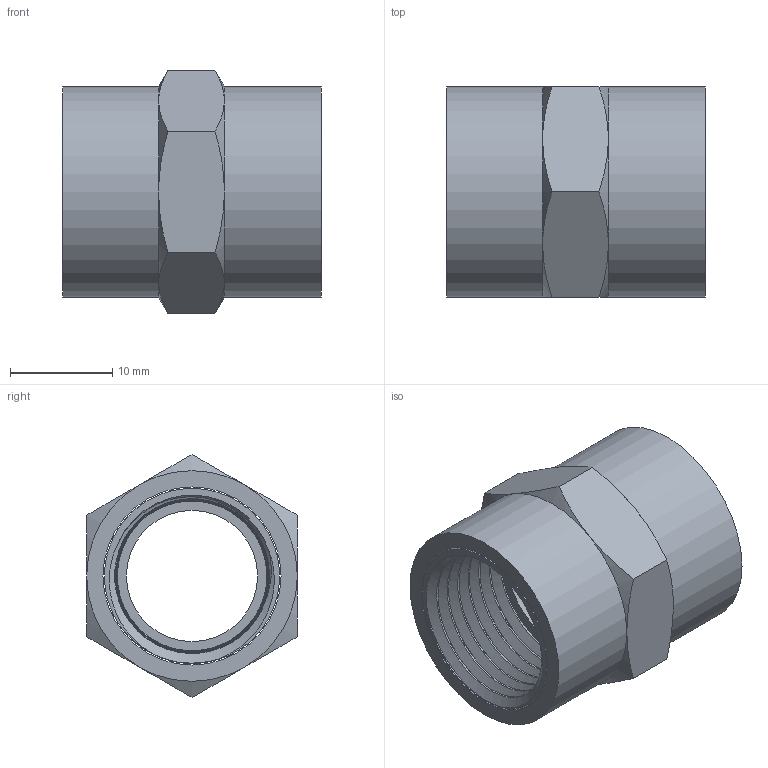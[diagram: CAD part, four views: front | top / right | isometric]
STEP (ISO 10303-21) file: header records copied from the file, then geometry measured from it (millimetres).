
FILE_DESCRIPTION(/* description */ (''),/* implementation_level */ '2;1');
FILE_NAME(/* name */ '103-N3.stp',/* time_stamp */ '2024-01-23T09:50:36-05:00',/* author */ ('esanner'),/* organization */ (''),/* preprocessor_version */ 'ST-DEVELOPER v19',/* originating_system */ 'AutoCAD Mechanical',/* authorisation */ '');
FILE_SCHEMA (('AUTOMOTIVE_DESIGN { 1 0 10303 214 3 1 1 }'));
Length unit declared in the file: millimetre
Products named in the file (2): Product; 103-N3
Assembly tree (1 placements, depth 2):
  Product
    103-N3
Bounding box: 25.37 x 20.64 x 23.83 mm (x, y, z)
Volume: 3884.1 mm3; surface area: 6772.1 mm2
Topology: 2 solids, 2 shells, 71 faces, 181 edges, 116 vertices
Faces by surface type: cone 47, plane 12, bspline 6, cylinder 6
Full cylindrical faces by diameter (mm): 17.15 x1, 17.451 x1, 20.637 x2
Entity records: 9808 total; most frequent: CARTESIAN_POINT 8264, ORIENTED_EDGE 364, DIRECTION 242, EDGE_CURVE 182, VERTEX_POINT 117, AXIS2_PLACEMENT_3D 99, B_SPLINE_CURVE_WITH_KNOTS 83, EDGE_LOOP 77
